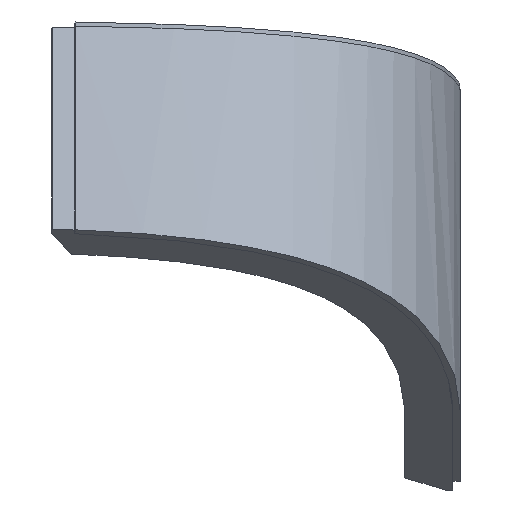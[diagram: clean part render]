
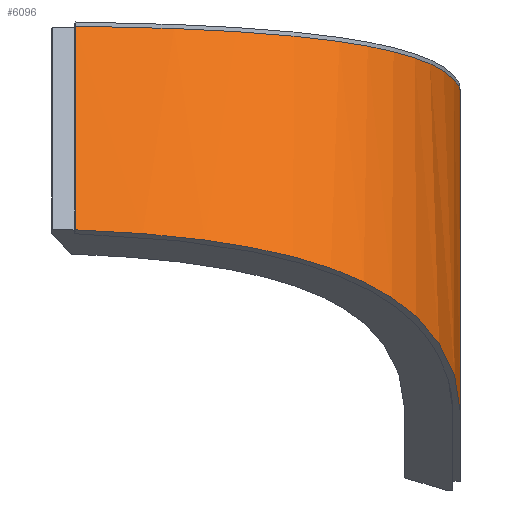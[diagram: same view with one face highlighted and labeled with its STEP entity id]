
A CAD part, top view. The second image highlights one B-rep face of the part: STEP entity #6096.
In plain terms, the highlighted free-form (B-spline) face has degree [5, 1] with [14, 2] control points.
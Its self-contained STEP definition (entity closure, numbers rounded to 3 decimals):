
#314=B_SPLINE_SURFACE_WITH_KNOTS('',5,1,((#17335,#17336),(#17337,#17338),
(#17339,#17340),(#17341,#17342),(#17343,#17344),(#17345,#17346),(#17347,
#17348),(#17349,#17350),(#17351,#17352),(#17353,#17354),(#17355,#17356),
(#17357,#17358),(#17359,#17360),(#17361,#17362)),.UNSPECIFIED.,.F.,.F.,
 .F.,(6,1,1,1,1,1,1,1,1,6),(2,2),(-1.134,-0.934,
-0.834,-0.734,-0.634,-0.534,
-0.434,-0.334,-0.234,-0.134),
(0.058,18.149),.UNSPECIFIED.);
#647=FACE_OUTER_BOUND('',#1003,.T.);
#1003=EDGE_LOOP('',(#5668,#5669,#5670,#5671));
#1346=LINE('',#17334,#1687);
#1347=LINE('',#17363,#1688);
#1687=VECTOR('',#6614,10.);
#1688=VECTOR('',#6615,10.);
#2279=B_SPLINE_CURVE_WITH_KNOTS('',3,(#17200,#17201,#17202,#17203,#17204,
#17205,#17206,#17207,#17208,#17209,#17210,#17211),.UNSPECIFIED.,.F.,.F.,
(4,2,2,2,2,4),(0.,5.02,8.086,10.999,13.58,
16.253),.UNSPECIFIED.);
#2283=B_SPLINE_CURVE_WITH_KNOTS('',5,(#17315,#17316,#17317,#17318,#17319,
#17320,#17321,#17322,#17323,#17324,#17325,#17326,#17327,#17328),
 .UNSPECIFIED.,.F.,.F.,(6,1,1,1,1,1,1,1,1,6),(-1.404,-1.304,
-1.204,-1.104,-1.004,-0.904,
-0.804,-0.704,-0.604,-0.404),
 .UNSPECIFIED.);
#2894=VERTEX_POINT('',#17198);
#2895=VERTEX_POINT('',#17199);
#2903=VERTEX_POINT('',#17312);
#2904=VERTEX_POINT('',#17314);
#3816=EDGE_CURVE('',#2894,#2895,#2279,.T.);
#3833=EDGE_CURVE('',#2903,#2904,#2283,.T.);
#3837=EDGE_CURVE('',#2895,#2903,#1346,.T.);
#3838=EDGE_CURVE('',#2894,#2904,#1347,.T.);
#5668=ORIENTED_EDGE('',*,*,#3837,.F.);
#5669=ORIENTED_EDGE('',*,*,#3816,.F.);
#5670=ORIENTED_EDGE('',*,*,#3838,.T.);
#5671=ORIENTED_EDGE('',*,*,#3833,.F.);
#6096=ADVANCED_FACE('',(#647),#314,.F.);
#6614=DIRECTION('',(0.,-0.866,0.5));
#6615=DIRECTION('',(0.,-0.866,0.5));
#17198=CARTESIAN_POINT('',(273.254,214.801,252.982));
#17199=CARTESIAN_POINT('',(375.,196.97,151.86));
#17200=CARTESIAN_POINT('Ctrl Pts',(273.254,214.801,252.982));
#17201=CARTESIAN_POINT('Ctrl Pts',(289.943,214.592,251.797));
#17202=CARTESIAN_POINT('Ctrl Pts',(307.444,214.037,248.65));
#17203=CARTESIAN_POINT('Ctrl Pts',(332.202,212.156,237.985));
#17204=CARTESIAN_POINT('Ctrl Pts',(340.813,211.214,232.643));
#17205=CARTESIAN_POINT('Ctrl Pts',(355.171,208.786,218.871));
#17206=CARTESIAN_POINT('Ctrl Pts',(360.578,207.406,211.046));
#17207=CARTESIAN_POINT('Ctrl Pts',(368.31,204.52,194.677));
#17208=CARTESIAN_POINT('Ctrl Pts',(370.855,203.069,186.449));
#17209=CARTESIAN_POINT('Ctrl Pts',(374.217,200.082,169.511));
#17210=CARTESIAN_POINT('Ctrl Pts',(375.,198.523,160.667));
#17211=CARTESIAN_POINT('Ctrl Pts',(375.,196.97,151.86));
#17312=CARTESIAN_POINT('',(375.,112.66,200.537));
#17314=CARTESIAN_POINT('',(273.254,160.904,284.099));
#17315=CARTESIAN_POINT('Ctrl Pts',(375.,112.66,200.537));
#17316=CARTESIAN_POINT('Ctrl Pts',(375.,114.272,203.33));
#17317=CARTESIAN_POINT('Ctrl Pts',(374.808,117.466,208.863));
#17318=CARTESIAN_POINT('Ctrl Pts',(373.944,122.168,217.006));
#17319=CARTESIAN_POINT('Ctrl Pts',(371.628,128.232,227.509));
#17320=CARTESIAN_POINT('Ctrl Pts',(366.716,135.321,239.788));
#17321=CARTESIAN_POINT('Ctrl Pts',(359.674,141.733,250.894));
#17322=CARTESIAN_POINT('Ctrl Pts',(350.401,147.286,260.511));
#17323=CARTESIAN_POINT('Ctrl Pts',(338.889,151.868,268.449));
#17324=CARTESIAN_POINT('Ctrl Pts',(322.561,156.209,275.968));
#17325=CARTESIAN_POINT('Ctrl Pts',(306.571,158.684,280.254));
#17326=CARTESIAN_POINT('Ctrl Pts',(292.436,160.002,282.537));
#17327=CARTESIAN_POINT('Ctrl Pts',(281.118,160.638,283.638));
#17328=CARTESIAN_POINT('Ctrl Pts',(273.254,160.904,284.099));
#17334=CARTESIAN_POINT('',(375.,113.612,199.987));
#17335=CARTESIAN_POINT('Ctrl Pts',(273.254,245.215,235.423));
#17336=CARTESIAN_POINT('Ctrl Pts',(273.254,88.537,325.881));
#17337=CARTESIAN_POINT('Ctrl Pts',(281.118,244.948,234.961));
#17338=CARTESIAN_POINT('Ctrl Pts',(281.118,88.271,325.419));
#17339=CARTESIAN_POINT('Ctrl Pts',(292.436,244.313,233.86));
#17340=CARTESIAN_POINT('Ctrl Pts',(292.436,87.635,324.318));
#17341=CARTESIAN_POINT('Ctrl Pts',(306.571,242.995,231.577));
#17342=CARTESIAN_POINT('Ctrl Pts',(306.571,86.317,322.035));
#17343=CARTESIAN_POINT('Ctrl Pts',(322.561,240.52,227.291));
#17344=CARTESIAN_POINT('Ctrl Pts',(322.561,83.842,317.749));
#17345=CARTESIAN_POINT('Ctrl Pts',(338.889,236.179,219.772));
#17346=CARTESIAN_POINT('Ctrl Pts',(338.889,79.501,310.23));
#17347=CARTESIAN_POINT('Ctrl Pts',(350.401,231.596,211.834));
#17348=CARTESIAN_POINT('Ctrl Pts',(350.401,74.919,302.292));
#17349=CARTESIAN_POINT('Ctrl Pts',(359.674,226.044,202.217));
#17350=CARTESIAN_POINT('Ctrl Pts',(359.674,69.366,292.675));
#17351=CARTESIAN_POINT('Ctrl Pts',(366.716,219.632,191.112));
#17352=CARTESIAN_POINT('Ctrl Pts',(366.716,62.954,281.569));
#17353=CARTESIAN_POINT('Ctrl Pts',(371.628,212.543,178.832));
#17354=CARTESIAN_POINT('Ctrl Pts',(371.628,55.865,269.29));
#17355=CARTESIAN_POINT('Ctrl Pts',(373.944,206.479,168.33));
#17356=CARTESIAN_POINT('Ctrl Pts',(373.944,49.801,258.788));
#17357=CARTESIAN_POINT('Ctrl Pts',(374.808,201.777,160.186));
#17358=CARTESIAN_POINT('Ctrl Pts',(374.808,45.099,250.644));
#17359=CARTESIAN_POINT('Ctrl Pts',(375.,198.582,154.653));
#17360=CARTESIAN_POINT('Ctrl Pts',(375.,41.905,245.111));
#17361=CARTESIAN_POINT('Ctrl Pts',(375.,196.97,151.86));
#17362=CARTESIAN_POINT('Ctrl Pts',(375.,40.292,242.318));
#17363=CARTESIAN_POINT('',(273.254,161.857,283.549));
